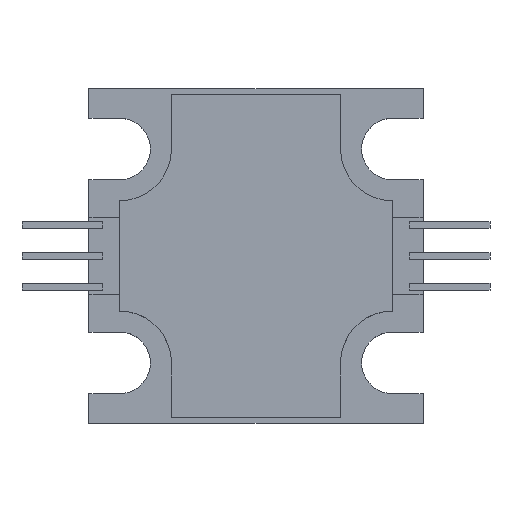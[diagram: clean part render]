
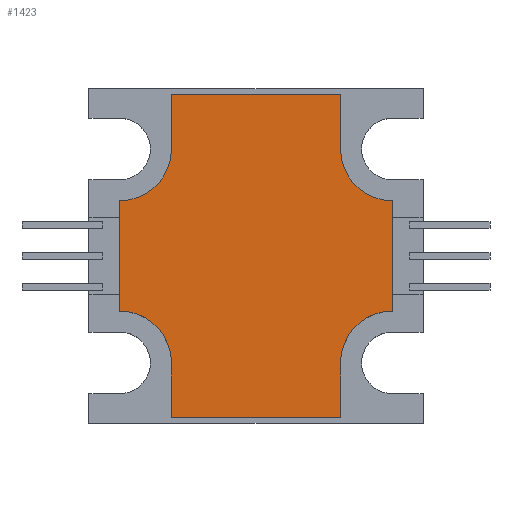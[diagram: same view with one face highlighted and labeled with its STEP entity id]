
A CAD part, top view. The second image highlights one B-rep face of the part: STEP entity #1423.
In plain terms, the highlighted planar face has unit normal (0, 0, 1).
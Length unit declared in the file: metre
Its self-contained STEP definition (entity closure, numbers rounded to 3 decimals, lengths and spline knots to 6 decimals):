
#19=CIRCLE('',#1621,0.00197);
#21=CIRCLE('',#1625,0.00197);
#23=CIRCLE('',#1631,0.00197);
#25=CIRCLE('',#1635,0.00197);
#303=ORIENTED_EDGE('',*,*,#545,.F.);
#304=ORIENTED_EDGE('',*,*,#549,.T.);
#305=ORIENTED_EDGE('',*,*,#552,.T.);
#306=ORIENTED_EDGE('',*,*,#555,.F.);
#307=ORIENTED_EDGE('',*,*,#558,.T.);
#308=ORIENTED_EDGE('',*,*,#561,.F.);
#309=ORIENTED_EDGE('',*,*,#564,.F.);
#310=ORIENTED_EDGE('',*,*,#567,.T.);
#311=ORIENTED_EDGE('',*,*,#570,.T.);
#312=ORIENTED_EDGE('',*,*,#573,.F.);
#313=ORIENTED_EDGE('',*,*,#576,.T.);
#314=ORIENTED_EDGE('',*,*,#578,.F.);
#545=EDGE_CURVE('',#705,#706,#865,.T.);
#549=EDGE_CURVE('',#705,#708,#19,.T.);
#552=EDGE_CURVE('',#708,#710,#870,.T.);
#555=EDGE_CURVE('',#712,#710,#21,.T.);
#558=EDGE_CURVE('',#712,#714,#874,.T.);
#561=EDGE_CURVE('',#716,#714,#877,.T.);
#564=EDGE_CURVE('',#718,#716,#880,.T.);
#567=EDGE_CURVE('',#718,#720,#23,.T.);
#570=EDGE_CURVE('',#720,#722,#884,.T.);
#573=EDGE_CURVE('',#724,#722,#25,.T.);
#576=EDGE_CURVE('',#724,#726,#888,.T.);
#578=EDGE_CURVE('',#706,#726,#890,.T.);
#705=VERTEX_POINT('',#2289);
#706=VERTEX_POINT('',#2291);
#708=VERTEX_POINT('',#2297);
#710=VERTEX_POINT('',#2303);
#712=VERTEX_POINT('',#2309);
#714=VERTEX_POINT('',#2315);
#716=VERTEX_POINT('',#2321);
#718=VERTEX_POINT('',#2327);
#720=VERTEX_POINT('',#2333);
#722=VERTEX_POINT('',#2339);
#724=VERTEX_POINT('',#2345);
#726=VERTEX_POINT('',#2351);
#865=LINE('',#2290,#1041);
#870=LINE('',#2304,#1046);
#874=LINE('',#2316,#1050);
#877=LINE('',#2322,#1053);
#880=LINE('',#2328,#1056);
#884=LINE('',#2340,#1060);
#888=LINE('',#2352,#1064);
#890=LINE('',#2355,#1066);
#1041=VECTOR('',#1885,1.);
#1046=VECTOR('',#1898,1.);
#1050=VECTOR('',#1910,1.);
#1053=VECTOR('',#1915,1.);
#1056=VECTOR('',#1920,1.);
#1060=VECTOR('',#1932,1.);
#1064=VECTOR('',#1944,1.);
#1066=VECTOR('',#1948,1.);
#1179=EDGE_LOOP('',(#303,#304,#305,#306,#307,#308,#309,#310,#311,#312,#313,
#314));
#1263=FACE_BOUND('',#1179,.T.);
#1343=PLANE('',#1638);
#1423=ADVANCED_FACE('',(#1263),#1343,.T.);
#1621=AXIS2_PLACEMENT_3D('',#2298,#1892,#1893);
#1625=AXIS2_PLACEMENT_3D('',#2310,#1904,#1905);
#1631=AXIS2_PLACEMENT_3D('',#2334,#1926,#1927);
#1635=AXIS2_PLACEMENT_3D('',#2346,#1938,#1939);
#1638=AXIS2_PLACEMENT_3D('',#2356,#1949,#1950);
#1885=DIRECTION('',(0.,1.,0.));
#1892=DIRECTION('',(0.,0.,-1.));
#1893=DIRECTION('',(1.,0.,0.));
#1898=DIRECTION('',(0.,-1.,0.));
#1904=DIRECTION('',(0.,0.,1.));
#1905=DIRECTION('',(1.,0.,0.));
#1910=DIRECTION('',(0.,-1.,0.));
#1915=DIRECTION('',(-1.,0.,0.));
#1920=DIRECTION('',(0.,-1.,0.));
#1926=DIRECTION('',(0.,0.,-1.));
#1927=DIRECTION('',(1.,0.,0.));
#1932=DIRECTION('',(0.,1.,0.));
#1938=DIRECTION('',(0.,0.,1.));
#1939=DIRECTION('',(1.,0.,0.));
#1944=DIRECTION('',(0.,1.,0.));
#1948=DIRECTION('',(1.,0.,0.));
#1949=DIRECTION('',(0.,0.,1.));
#1950=DIRECTION('',(1.,0.,0.));
#2289=CARTESIAN_POINT('',(-0.003213,0.004063,0.001778));
#2290=CARTESIAN_POINT('',(-0.003213,0.005105,0.001778));
#2291=CARTESIAN_POINT('',(-0.003213,0.006148,0.001778));
#2297=CARTESIAN_POINT('',(-0.005183,0.002093,0.001778));
#2298=CARTESIAN_POINT('',(-0.005183,0.004063,0.001778));
#2303=CARTESIAN_POINT('',(-0.005183,-0.002093,0.001778));
#2304=CARTESIAN_POINT('',(-0.005183,0.001046,0.001778));
#2309=CARTESIAN_POINT('',(-0.003213,-0.004063,0.001778));
#2310=CARTESIAN_POINT('',(-0.005183,-0.004063,0.001778));
#2315=CARTESIAN_POINT('',(-0.003213,-0.006148,0.001778));
#2316=CARTESIAN_POINT('',(-0.003213,-0.005105,0.001778));
#2321=CARTESIAN_POINT('',(0.003213,-0.006148,0.001778));
#2322=CARTESIAN_POINT('',(-0.001606,-0.006148,0.001778));
#2327=CARTESIAN_POINT('',(0.003213,-0.004063,0.001778));
#2328=CARTESIAN_POINT('',(0.003213,-0.005105,0.001778));
#2333=CARTESIAN_POINT('',(0.005183,-0.002093,0.001778));
#2334=CARTESIAN_POINT('',(0.005183,-0.004063,0.001778));
#2339=CARTESIAN_POINT('',(0.005183,0.002093,0.001778));
#2340=CARTESIAN_POINT('',(0.005183,-0.001046,0.001778));
#2345=CARTESIAN_POINT('',(0.003213,0.004063,0.001778));
#2346=CARTESIAN_POINT('',(0.005183,0.004063,0.001778));
#2351=CARTESIAN_POINT('',(0.003213,0.006148,0.001778));
#2352=CARTESIAN_POINT('',(0.003213,0.005105,0.001778));
#2355=CARTESIAN_POINT('',(0.001606,0.006148,0.001778));
#2356=CARTESIAN_POINT('',(0.,0.,0.001778));
